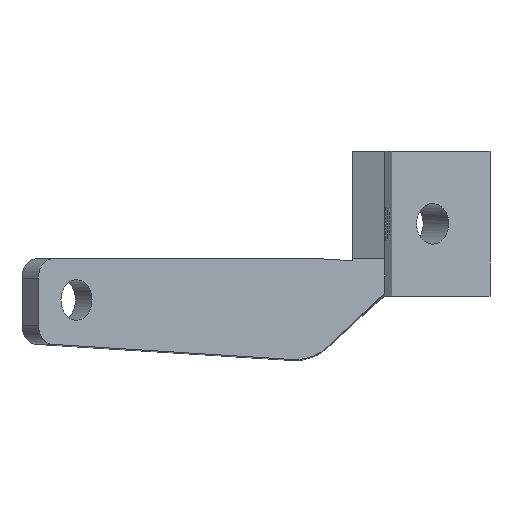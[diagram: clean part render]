
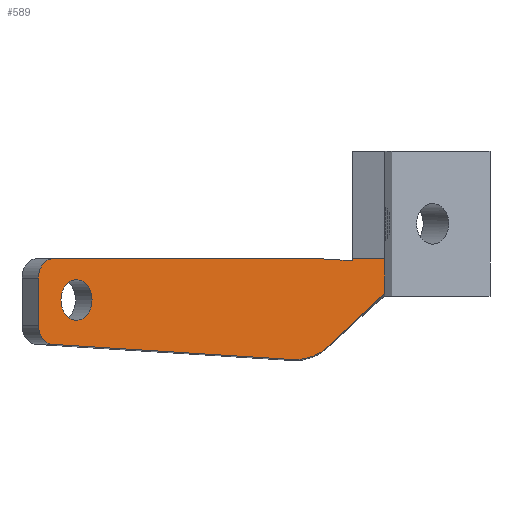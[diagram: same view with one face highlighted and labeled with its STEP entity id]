
A CAD part, left-side view. The second image highlights one B-rep face of the part: STEP entity #589.
In plain terms, the highlighted planar face has unit normal (-0.766, -0.643, 0).
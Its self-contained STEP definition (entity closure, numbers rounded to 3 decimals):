
#42=FACE_BOUND('',#121,.T.);
#56=CIRCLE('',#656,2.);
#57=CIRCLE('',#657,2.);
#58=CIRCLE('',#658,2.1);
#65=PLANE('',#655);
#89=FACE_OUTER_BOUND('',#120,.T.);
#120=EDGE_LOOP('',(#453,#454,#455,#456,#457,#458,#459,#460,#461,#462,#463));
#121=EDGE_LOOP('',(#464));
#167=LINE('',#917,#225);
#168=LINE('',#919,#226);
#169=LINE('',#921,#227);
#170=LINE('',#923,#228);
#171=LINE('',#925,#229);
#172=LINE('',#927,#230);
#173=LINE('',#931,#231);
#174=LINE('',#934,#232);
#225=VECTOR('',#752,10.);
#226=VECTOR('',#753,10.);
#227=VECTOR('',#754,10.);
#228=VECTOR('',#755,10.);
#229=VECTOR('',#756,10.);
#230=VECTOR('',#757,10.);
#231=VECTOR('',#760,10.);
#232=VECTOR('',#763,10.);
#272=ELLIPSE('',#654,6.53,5.);
#299=VERTEX_POINT('',#910);
#300=VERTEX_POINT('',#912);
#301=VERTEX_POINT('',#916);
#302=VERTEX_POINT('',#918);
#303=VERTEX_POINT('',#920);
#304=VERTEX_POINT('',#922);
#305=VERTEX_POINT('',#924);
#306=VERTEX_POINT('',#926);
#307=VERTEX_POINT('',#928);
#308=VERTEX_POINT('',#930);
#309=VERTEX_POINT('',#932);
#310=VERTEX_POINT('',#935);
#360=EDGE_CURVE('',#299,#300,#272,.T.);
#362=EDGE_CURVE('',#301,#299,#167,.T.);
#363=EDGE_CURVE('',#302,#301,#168,.T.);
#364=EDGE_CURVE('',#302,#303,#169,.T.);
#365=EDGE_CURVE('',#303,#304,#170,.T.);
#366=EDGE_CURVE('',#304,#305,#171,.T.);
#367=EDGE_CURVE('',#305,#306,#172,.T.);
#368=EDGE_CURVE('',#307,#306,#56,.T.);
#369=EDGE_CURVE('',#308,#307,#173,.T.);
#370=EDGE_CURVE('',#309,#308,#57,.T.);
#371=EDGE_CURVE('',#309,#300,#174,.T.);
#372=EDGE_CURVE('',#310,#310,#58,.T.);
#453=ORIENTED_EDGE('',*,*,#360,.F.);
#454=ORIENTED_EDGE('',*,*,#362,.F.);
#455=ORIENTED_EDGE('',*,*,#363,.F.);
#456=ORIENTED_EDGE('',*,*,#364,.T.);
#457=ORIENTED_EDGE('',*,*,#365,.T.);
#458=ORIENTED_EDGE('',*,*,#366,.T.);
#459=ORIENTED_EDGE('',*,*,#367,.T.);
#460=ORIENTED_EDGE('',*,*,#368,.F.);
#461=ORIENTED_EDGE('',*,*,#369,.F.);
#462=ORIENTED_EDGE('',*,*,#370,.F.);
#463=ORIENTED_EDGE('',*,*,#371,.T.);
#464=ORIENTED_EDGE('',*,*,#372,.T.);
#589=ADVANCED_FACE('',(#89,#42),#65,.T.);
#654=AXIS2_PLACEMENT_3D('',#913,#747,#748);
#655=AXIS2_PLACEMENT_3D('',#915,#750,#751);
#656=AXIS2_PLACEMENT_3D('',#929,#758,#759);
#657=AXIS2_PLACEMENT_3D('',#933,#761,#762);
#658=AXIS2_PLACEMENT_3D('',#936,#764,#765);
#747=DIRECTION('center_axis',(0.766,0.643,0.));
#748=DIRECTION('ref_axis',(0.642,-0.765,-0.048));
#750=DIRECTION('center_axis',(-0.766,-0.643,0.));
#751=DIRECTION('ref_axis',(-0.643,0.766,0.));
#752=DIRECTION('',(-0.522,0.622,-0.584));
#753=DIRECTION('',(0.,0.,-1.));
#754=DIRECTION('',(-0.643,0.766,0.));
#755=DIRECTION('',(0.,0.,-1.));
#756=DIRECTION('',(-0.642,0.765,0.048));
#757=DIRECTION('',(-0.643,0.766,0.));
#758=DIRECTION('center_axis',(0.766,0.643,0.));
#759=DIRECTION('ref_axis',(-0.643,0.766,0.));
#760=DIRECTION('',(0.,0.,1.));
#761=DIRECTION('center_axis',(0.766,0.643,0.));
#762=DIRECTION('ref_axis',(-0.454,0.542,-0.707));
#763=DIRECTION('',(0.642,-0.765,-0.048));
#764=DIRECTION('center_axis',(0.766,0.643,0.));
#765=DIRECTION('ref_axis',(0.,0.,-1.));
#910=CARTESIAN_POINT('',(-104.354,17.559,-20.265));
#912=CARTESIAN_POINT('',(-107.42,21.214,-21.566));
#913=CARTESIAN_POINT('Origin',(-107.265,21.028,-16.572));
#915=CARTESIAN_POINT('Origin',(-99.375,11.625,0.));
#916=CARTESIAN_POINT('',(-99.375,11.625,-14.698));
#917=CARTESIAN_POINT('',(-97.53,9.426,-12.636));
#918=CARTESIAN_POINT('',(-99.375,11.625,-11.123));
#919=CARTESIAN_POINT('',(-99.375,11.625,0.));
#920=CARTESIAN_POINT('',(-102.207,15.,-11.123));
#921=CARTESIAN_POINT('',(-100.871,13.408,-11.123));
#922=CARTESIAN_POINT('',(-102.207,15.,-11.33));
#923=CARTESIAN_POINT('',(-102.207,15.,-4.015));
#924=CARTESIAN_POINT('',(-104.961,18.283,-11.123));
#925=CARTESIAN_POINT('',(-102.347,15.167,-11.32));
#926=CARTESIAN_POINT('',(-128.214,45.998,-11.123));
#927=CARTESIAN_POINT('',(-114.372,29.5,-11.123));
#928=CARTESIAN_POINT('',(-129.499,47.53,-13.123));
#929=CARTESIAN_POINT('Origin',(-128.214,45.998,-13.123));
#930=CARTESIAN_POINT('',(-129.499,47.53,-18.));
#931=CARTESIAN_POINT('',(-129.499,47.53,-12.5));
#932=CARTESIAN_POINT('',(-128.214,45.998,-20.));
#933=CARTESIAN_POINT('Origin',(-128.214,45.998,-18.));
#934=CARTESIAN_POINT('',(-99.719,12.035,-22.146));
#935=CARTESIAN_POINT('',(-126.182,43.577,-13.297));
#936=CARTESIAN_POINT('Origin',(-126.182,43.577,-15.397));
